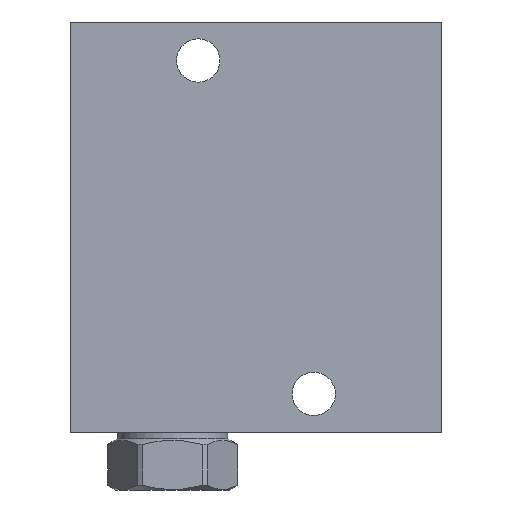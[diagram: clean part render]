
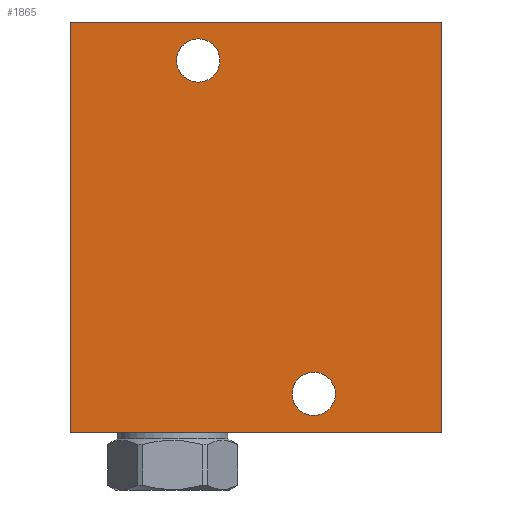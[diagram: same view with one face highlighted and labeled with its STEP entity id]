
A CAD part, front view. The second image highlights one B-rep face of the part: STEP entity #1865.
In plain terms, the highlighted planar face has unit normal (0, -1, 0).
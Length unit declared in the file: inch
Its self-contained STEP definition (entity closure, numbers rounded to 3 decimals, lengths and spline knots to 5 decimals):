
#5=DIRECTION('',(1.,0.,0.));
#6=VECTOR('',#5,3.625);
#7=CARTESIAN_POINT('',(0.,-1.5,0.));
#8=LINE('',#7,#6);
#75=DIRECTION('',(0.,0.,1.));
#76=VECTOR('',#75,4.);
#77=CARTESIAN_POINT('',(3.625,-1.5,0.));
#78=LINE('',#77,#76);
#99=DIRECTION('',(0.,0.,1.));
#100=VECTOR('',#99,4.);
#101=CARTESIAN_POINT('',(0.,-1.5,0.));
#102=LINE('',#101,#100);
#103=CARTESIAN_POINT('',(1.25,-1.5,3.625));
#104=DIRECTION('',(0.,-1.,0.));
#105=DIRECTION('',(-1.,0.,0.));
#106=AXIS2_PLACEMENT_3D('',#103,#104,#105);
#108=CARTESIAN_POINT('',(1.25,-1.5,3.625));
#109=DIRECTION('',(0.,-1.,0.));
#110=DIRECTION('',(1.,0.,0.));
#111=AXIS2_PLACEMENT_3D('',#108,#109,#110);
#113=CARTESIAN_POINT('',(2.375,-1.5,0.375));
#114=DIRECTION('',(0.,-1.,0.));
#115=DIRECTION('',(-1.,0.,0.));
#116=AXIS2_PLACEMENT_3D('',#113,#114,#115);
#118=CARTESIAN_POINT('',(2.375,-1.5,0.375));
#119=DIRECTION('',(0.,-1.,0.));
#120=DIRECTION('',(1.,0.,0.));
#121=AXIS2_PLACEMENT_3D('',#118,#119,#120);
#135=DIRECTION('',(1.,0.,0.));
#136=VECTOR('',#135,3.625);
#137=CARTESIAN_POINT('',(0.,-1.5,4.));
#138=LINE('',#137,#136);
#1534=CARTESIAN_POINT('',(0.,-1.5,0.));
#1536=VERTEX_POINT('',#1534);
#1537=CARTESIAN_POINT('',(3.625,-1.5,0.));
#1538=VERTEX_POINT('',#1537);
#1542=CARTESIAN_POINT('',(0.,-1.5,4.));
#1544=VERTEX_POINT('',#1542);
#1545=CARTESIAN_POINT('',(3.625,-1.5,4.));
#1546=VERTEX_POINT('',#1545);
#1648=CARTESIAN_POINT('',(1.039,-1.5,3.625));
#1649=CARTESIAN_POINT('',(1.461,-1.5,3.625));
#1650=VERTEX_POINT('',#1648);
#1651=VERTEX_POINT('',#1649);
#1656=CARTESIAN_POINT('',(2.164,-1.5,0.375));
#1657=CARTESIAN_POINT('',(2.586,-1.5,0.375));
#1658=VERTEX_POINT('',#1656);
#1659=VERTEX_POINT('',#1657);
#1841=CARTESIAN_POINT('',(0.,-1.5,0.));
#1842=DIRECTION('',(0.,-1.,0.));
#1843=DIRECTION('',(1.,0.,0.));
#1844=AXIS2_PLACEMENT_3D('',#1841,#1842,#1843);
#1845=PLANE('',#1844);
#1846=ORIENTED_EDGE('',*,*,#1747,.F.);
#1847=ORIENTED_EDGE('',*,*,#1772,.T.);
#1849=ORIENTED_EDGE('',*,*,#1848,.T.);
#1850=ORIENTED_EDGE('',*,*,#1821,.F.);
#1851=EDGE_LOOP('',(#1846,#1847,#1849,#1850));
#1852=FACE_OUTER_BOUND('',#1851,.F.);
#1854=ORIENTED_EDGE('',*,*,#1853,.T.);
#1856=ORIENTED_EDGE('',*,*,#1855,.T.);
#1857=EDGE_LOOP('',(#1854,#1856));
#1858=FACE_BOUND('',#1857,.F.);
#1860=ORIENTED_EDGE('',*,*,#1859,.T.);
#1862=ORIENTED_EDGE('',*,*,#1861,.T.);
#1863=EDGE_LOOP('',(#1860,#1862));
#1864=FACE_BOUND('',#1863,.F.);
#1865=ADVANCED_FACE('',(#1852,#1858,#1864),#1845,.T.);
#107=CIRCLE('',#106,0.211);
#112=CIRCLE('',#111,0.211);
#117=CIRCLE('',#116,0.211);
#122=CIRCLE('',#121,0.211);
#1747=EDGE_CURVE('',#1536,#1538,#8,.T.);
#1772=EDGE_CURVE('',#1536,#1544,#102,.T.);
#1821=EDGE_CURVE('',#1538,#1546,#78,.T.);
#1848=EDGE_CURVE('',#1544,#1546,#138,.T.);
#1853=EDGE_CURVE('',#1650,#1651,#107,.T.);
#1855=EDGE_CURVE('',#1651,#1650,#112,.T.);
#1859=EDGE_CURVE('',#1658,#1659,#117,.T.);
#1861=EDGE_CURVE('',#1659,#1658,#122,.T.);
